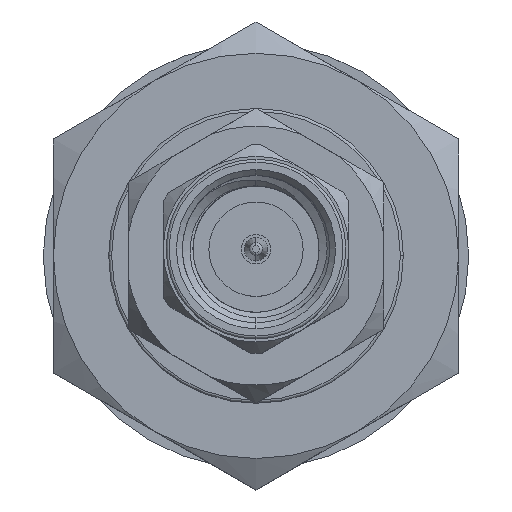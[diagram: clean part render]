
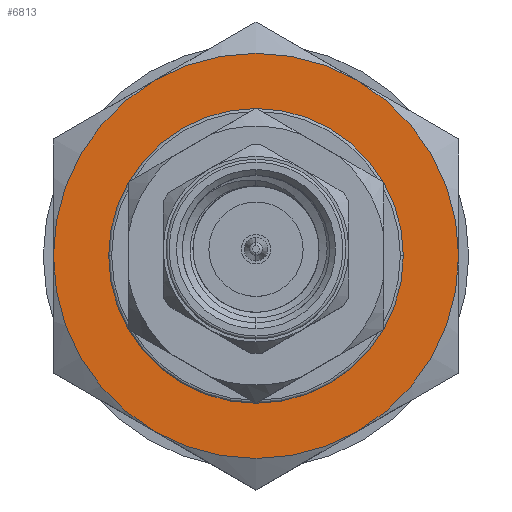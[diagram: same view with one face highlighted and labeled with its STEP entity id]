
A CAD part, top view. The second image highlights one B-rep face of the part: STEP entity #6813.
In plain terms, the highlighted face is planar.
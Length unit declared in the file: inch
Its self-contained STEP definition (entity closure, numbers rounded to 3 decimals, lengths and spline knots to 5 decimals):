
#555 = DIRECTION ( 'NONE',  ( 0., 1., 0. ) ) ;
#1128 = EDGE_LOOP ( 'NONE', ( #7748, #26391 ) ) ;
#1627 = DIRECTION ( 'NONE',  ( 1., 0., 0. ) ) ;
#1695 = VERTEX_POINT ( 'NONE', #16191 ) ;
#1776 = CIRCLE ( 'NONE', #6035, 0.34375 ) ;
#2334 = CARTESIAN_POINT ( 'NONE',  ( 0.94, -0.17188, 0.2977 ) ) ;
#3685 = FACE_OUTER_BOUND ( 'NONE', #6806, .T. ) ;
#3747 = CARTESIAN_POINT ( 'NONE',  ( 0.94, 0.17187, -0.2977 ) ) ;
#3788 = ORIENTED_EDGE ( 'NONE', *, *, #13976, .T. ) ;
#3899 = DIRECTION ( 'NONE',  ( 0., 1., 0. ) ) ;
#5202 = ORIENTED_EDGE ( 'NONE', *, *, #11302, .T. ) ;
#6035 = AXIS2_PLACEMENT_3D ( 'NONE', #16354, #9520, #555 ) ;
#6069 = ORIENTED_EDGE ( 'NONE', *, *, #18286, .T. ) ;
#6806 = EDGE_LOOP ( 'NONE', ( #6069, #13410, #7550, #3788, #5202, #8795 ) ) ;
#6813 = ADVANCED_FACE ( 'NONE', ( #7182, #3685 ), #22538, .F. ) ;
#6849 = DIRECTION ( 'NONE',  ( -1., 0., 0. ) ) ;
#7182 = FACE_BOUND ( 'NONE', #1128, .T. ) ;
#7550 = ORIENTED_EDGE ( 'NONE', *, *, #23443, .T. ) ;
#7748 = ORIENTED_EDGE ( 'NONE', *, *, #29193, .F. ) ;
#7788 = CARTESIAN_POINT ( 'NONE',  ( 0.94, 0., 0. ) ) ;
#8084 = VERTEX_POINT ( 'NONE', #13010 ) ;
#8549 = VERTEX_POINT ( 'NONE', #21025 ) ;
#8784 = AXIS2_PLACEMENT_3D ( 'NONE', #29098, #1627, #3899 ) ;
#8795 = ORIENTED_EDGE ( 'NONE', *, *, #29315, .T. ) ;
#9520 = DIRECTION ( 'NONE',  ( 1., 0., 0. ) ) ;
#9731 = AXIS2_PLACEMENT_3D ( 'NONE', #27088, #6849, #22636 ) ;
#9775 = AXIS2_PLACEMENT_3D ( 'NONE', #19221, #17144, #23737 ) ;
#9948 = EDGE_CURVE ( 'NONE', #1695, #8549, #19855, .T. ) ;
#9978 = AXIS2_PLACEMENT_3D ( 'NONE', #7788, #23574, #23671 ) ;
#10413 = CARTESIAN_POINT ( 'NONE',  ( 0.94, 0., 0. ) ) ;
#10770 = CIRCLE ( 'NONE', #9978, 0.25 ) ;
#11302 = EDGE_CURVE ( 'NONE', #17972, #8084, #20579, .T. ) ;
#12190 = DIRECTION ( 'NONE',  ( 1., 0., 0. ) ) ;
#12688 = EDGE_CURVE ( 'NONE', #24262, #15846, #1776, .T. ) ;
#13010 = CARTESIAN_POINT ( 'NONE',  ( 0.94, 0.17187, 0.2977 ) ) ;
#13410 = ORIENTED_EDGE ( 'NONE', *, *, #12688, .T. ) ;
#13976 = EDGE_CURVE ( 'NONE', #27902, #17972, #21323, .T. ) ;
#14418 = CARTESIAN_POINT ( 'NONE',  ( 0.94, 0., 0. ) ) ;
#14432 = DIRECTION ( 'NONE',  ( 1., 0., 0. ) ) ;
#14978 = DIRECTION ( 'NONE',  ( 1., 0., 0. ) ) ;
#15376 = CIRCLE ( 'NONE', #24754, 0.34375 ) ;
#15846 = VERTEX_POINT ( 'NONE', #28670 ) ;
#16191 = CARTESIAN_POINT ( 'NONE',  ( 0.94, 0.25, 0. ) ) ;
#16354 = CARTESIAN_POINT ( 'NONE',  ( 0.94, 0., 0. ) ) ;
#16649 = CARTESIAN_POINT ( 'NONE',  ( 0.94, 0., 0. ) ) ;
#17144 = DIRECTION ( 'NONE',  ( 1., 0., 0. ) ) ;
#17425 = AXIS2_PLACEMENT_3D ( 'NONE', #16649, #12190, #21274 ) ;
#17972 = VERTEX_POINT ( 'NONE', #18640 ) ;
#18286 = EDGE_CURVE ( 'NONE', #22197, #24262, #28696, .T. ) ;
#18640 = CARTESIAN_POINT ( 'NONE',  ( 0.94, 0.34375, 0. ) ) ;
#19006 = CIRCLE ( 'NONE', #8784, 0.34375 ) ;
#19221 = CARTESIAN_POINT ( 'NONE',  ( 0.94, 0., 0. ) ) ;
#19524 = DIRECTION ( 'NONE',  ( 0., 1., 0. ) ) ;
#19855 = CIRCLE ( 'NONE', #21113, 0.25 ) ;
#20579 = CIRCLE ( 'NONE', #9775, 0.34375 ) ;
#20736 = DIRECTION ( 'NONE',  ( 0., -1., 0. ) ) ;
#21025 = CARTESIAN_POINT ( 'NONE',  ( 0.94, -0.25, 0. ) ) ;
#21113 = AXIS2_PLACEMENT_3D ( 'NONE', #27952, #14432, #20736 ) ;
#21274 = DIRECTION ( 'NONE',  ( 0., 1., 0. ) ) ;
#21323 = CIRCLE ( 'NONE', #17425, 0.34375 ) ;
#22197 = VERTEX_POINT ( 'NONE', #2334 ) ;
#22538 = PLANE ( 'NONE',  #9731 ) ;
#22636 = DIRECTION ( 'NONE',  ( 0., -1., 0. ) ) ;
#23100 = AXIS2_PLACEMENT_3D ( 'NONE', #10413, #14978, #19524 ) ;
#23443 = EDGE_CURVE ( 'NONE', #15846, #27902, #19006, .T. ) ;
#23574 = DIRECTION ( 'NONE',  ( 1., 0., 0. ) ) ;
#23671 = DIRECTION ( 'NONE',  ( 0., -1., 0. ) ) ;
#23737 = DIRECTION ( 'NONE',  ( 0., 1., 0. ) ) ;
#24262 = VERTEX_POINT ( 'NONE', #24869 ) ;
#24754 = AXIS2_PLACEMENT_3D ( 'NONE', #14418, #25868, #28042 ) ;
#24869 = CARTESIAN_POINT ( 'NONE',  ( 0.94, -0.34375, 0. ) ) ;
#25868 = DIRECTION ( 'NONE',  ( 1., 0., 0. ) ) ;
#26391 = ORIENTED_EDGE ( 'NONE', *, *, #9948, .F. ) ;
#27088 = CARTESIAN_POINT ( 'NONE',  ( 0.94, 0.4, 0. ) ) ;
#27902 = VERTEX_POINT ( 'NONE', #3747 ) ;
#27952 = CARTESIAN_POINT ( 'NONE',  ( 0.94, 0., 0. ) ) ;
#28042 = DIRECTION ( 'NONE',  ( 0., 1., 0. ) ) ;
#28670 = CARTESIAN_POINT ( 'NONE',  ( 0.94, -0.17188, -0.2977 ) ) ;
#28696 = CIRCLE ( 'NONE', #23100, 0.34375 ) ;
#29098 = CARTESIAN_POINT ( 'NONE',  ( 0.94, 0., 0. ) ) ;
#29193 = EDGE_CURVE ( 'NONE', #8549, #1695, #10770, .T. ) ;
#29315 = EDGE_CURVE ( 'NONE', #8084, #22197, #15376, .T. ) ;
